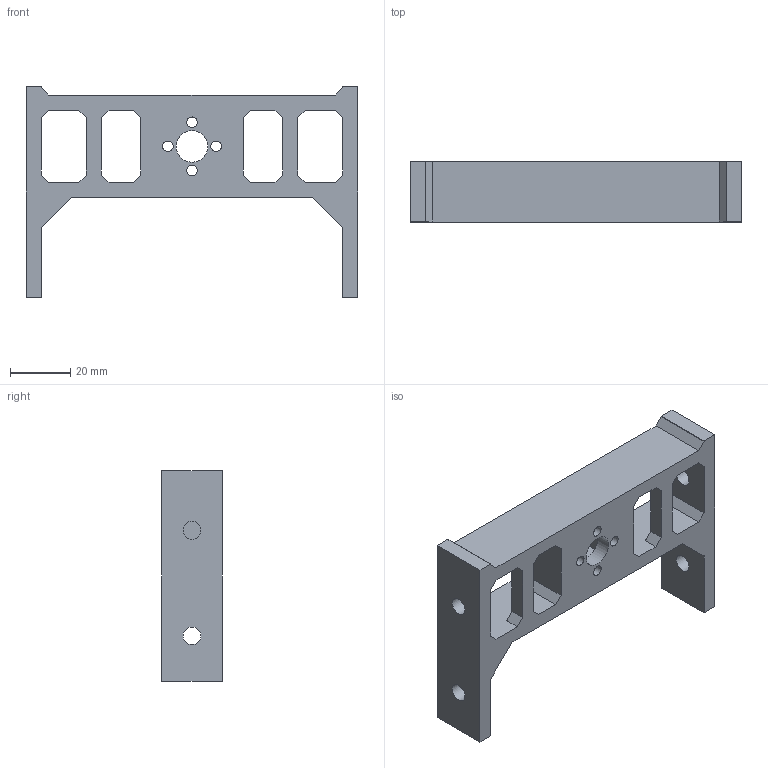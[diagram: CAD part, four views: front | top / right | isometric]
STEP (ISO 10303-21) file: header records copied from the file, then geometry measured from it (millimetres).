
FILE_DESCRIPTION(/* description */ (''),/* implementation_level */ '2;1');
FILE_NAME(/* name */ 'Rear_Bed_Frame_Bracket_110mm v2.step',/* time_stamp */ '2020-12-04T11:22:21+09:00',/* author */ (''),/* organization */ (''),/* preprocessor_version */ 'ST-DEVELOPER v18.1',/* originating_system */ 'Autodesk Translation Framework v9.3.0.1241',/* authorisation */ '');
FILE_SCHEMA (('AUTOMOTIVE_DESIGN { 1 0 10303 214 3 1 1 }'));
Length unit declared in the file: millimetre
Products named in the file (1): Rear_Bed_Frame_Bracket_110mm
Bounding box: 110 x 20 x 69.75 mm (x, y, z)
Volume: 44407.8 mm3; surface area: 20520.4 mm2
Topology: 1 solids, 1 shells, 62 faces, 183 edges, 122 vertices
Faces by surface type: plane 53, cylinder 9
Full cylindrical faces by diameter (mm): 3.5 x4, 5.9 x4, 10.5 x1
Entity records: 2130 total; most frequent: CARTESIAN_POINT 368, ORIENTED_EDGE 366, DIRECTION 327, EDGE_CURVE 183, LINE 165, VECTOR 165, VERTEX_POINT 122, EDGE_LOOP 87
